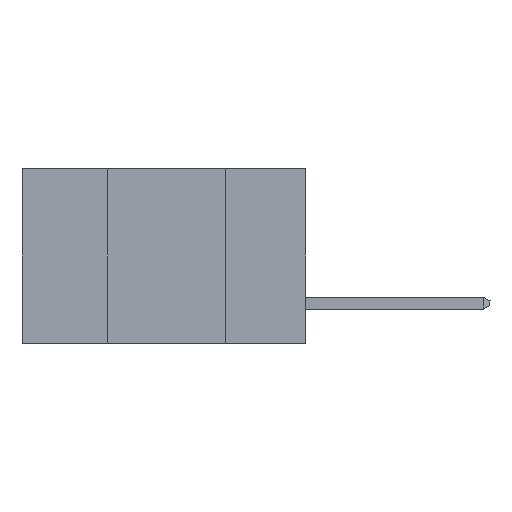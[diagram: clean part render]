
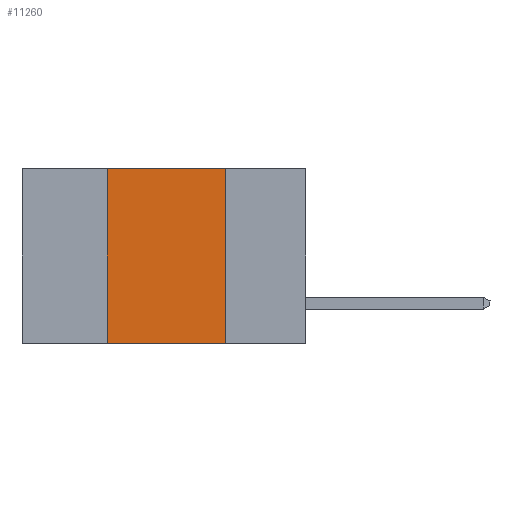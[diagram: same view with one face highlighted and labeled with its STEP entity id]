
A CAD part, left-side view. The second image highlights one B-rep face of the part: STEP entity #11260.
In plain terms, the highlighted planar face has unit normal (-1, 0, 0).
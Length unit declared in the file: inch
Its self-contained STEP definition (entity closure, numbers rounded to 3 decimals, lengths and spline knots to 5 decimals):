
#790 = LINE ( 'NONE', #7781, #6868 ) ;
#871 = LINE ( 'NONE', #1246, #1290 ) ;
#932 = ORIENTED_EDGE ( 'NONE', *, *, #2248, .F. ) ;
#1246 = CARTESIAN_POINT ( 'NONE',  ( 0., 0.42, 0. ) ) ;
#1290 = VECTOR ( 'NONE', #2213, 39.37008 ) ;
#1984 = EDGE_LOOP ( 'NONE', ( #6639, #932, #11334, #11157 ) ) ;
#2098 = CARTESIAN_POINT ( 'NONE',  ( 0., 0.6, -0.37 ) ) ;
#2213 = DIRECTION ( 'NONE',  ( 0., 0., 1. ) ) ;
#2248 = EDGE_CURVE ( 'NONE', #3143, #8694, #790, .T. ) ;
#2546 = CARTESIAN_POINT ( 'NONE',  ( 0., 0.42, 0. ) ) ;
#2570 = VERTEX_POINT ( 'NONE', #5155 ) ;
#3034 = DIRECTION ( 'NONE',  ( 0., -1., 0. ) ) ;
#3143 = VERTEX_POINT ( 'NONE', #2546 ) ;
#3303 = VECTOR ( 'NONE', #3034, 39.37008 ) ;
#3397 = CARTESIAN_POINT ( 'NONE',  ( 0., 0.6, 0. ) ) ;
#3878 = VECTOR ( 'NONE', #6519, 39.37008 ) ;
#4463 = CARTESIAN_POINT ( 'NONE',  ( 0., 0.17, 0. ) ) ;
#5140 = EDGE_CURVE ( 'NONE', #2570, #10969, #8109, .T. ) ;
#5155 = CARTESIAN_POINT ( 'NONE',  ( 0., 0.42, -0.37 ) ) ;
#5180 = EDGE_CURVE ( 'NONE', #2570, #3143, #871, .T. ) ;
#5283 = DIRECTION ( 'NONE',  ( 1., 0., 0. ) ) ;
#6100 = CARTESIAN_POINT ( 'NONE',  ( 0., 0.17, 0. ) ) ;
#6150 = PLANE ( 'NONE',  #9286 ) ;
#6519 = DIRECTION ( 'NONE',  ( 0., 0., -1. ) ) ;
#6639 = ORIENTED_EDGE ( 'NONE', *, *, #11353, .F. ) ;
#6680 = DIRECTION ( 'NONE',  ( 0., -1., 0. ) ) ;
#6868 = VECTOR ( 'NONE', #6680, 39.37008 ) ;
#7516 = CARTESIAN_POINT ( 'NONE',  ( 0., 0.17, -0.37 ) ) ;
#7781 = CARTESIAN_POINT ( 'NONE',  ( 0., 0.6, 0. ) ) ;
#8109 = LINE ( 'NONE', #2098, #3303 ) ;
#8694 = VERTEX_POINT ( 'NONE', #6100 ) ;
#8959 = FACE_OUTER_BOUND ( 'NONE', #1984, .T. ) ;
#9286 = AXIS2_PLACEMENT_3D ( 'NONE', #3397, #5283, #9685 ) ;
#9685 = DIRECTION ( 'NONE',  ( 0., 0., -1. ) ) ;
#10969 = VERTEX_POINT ( 'NONE', #7516 ) ;
#11157 = ORIENTED_EDGE ( 'NONE', *, *, #5140, .T. ) ;
#11260 = ADVANCED_FACE ( 'NONE', ( #8959 ), #6150, .F. ) ;
#11327 = LINE ( 'NONE', #4463, #3878 ) ;
#11334 = ORIENTED_EDGE ( 'NONE', *, *, #5180, .F. ) ;
#11353 = EDGE_CURVE ( 'NONE', #8694, #10969, #11327, .T. ) ;
